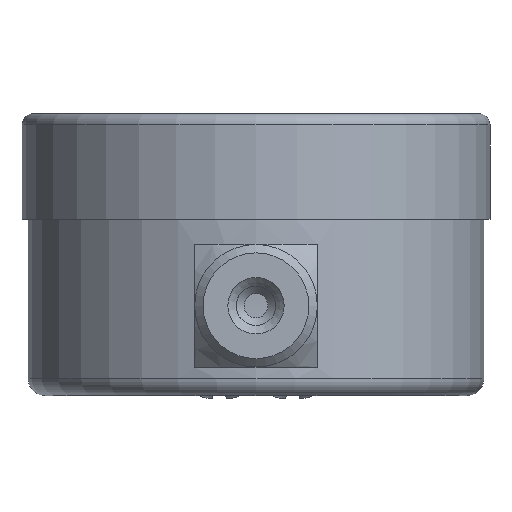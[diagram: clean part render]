
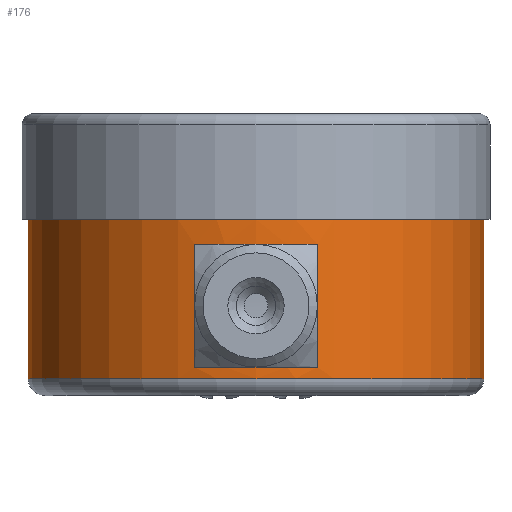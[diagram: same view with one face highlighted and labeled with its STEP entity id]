
A CAD part, front view. The second image highlights one B-rep face of the part: STEP entity #176.
In plain terms, the highlighted cylindrical face has radius 20.536 mm (diameter 41.072 mm), a full revolution.
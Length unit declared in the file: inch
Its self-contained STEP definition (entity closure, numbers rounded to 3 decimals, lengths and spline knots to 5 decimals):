
#176 = ADVANCED_FACE ( 'NONE', ( #4907, #5166, #3641 ), #6499, .T. ) ;
#388 = VERTEX_POINT ( 'NONE', #1750 ) ;
#845 = CARTESIAN_POINT ( 'NONE',  ( 0.2175, -0.7787, -0.899 ) ) ;
#1337 = CARTESIAN_POINT ( 'NONE',  ( 0., 0., -0.464 ) ) ;
#1419 = CARTESIAN_POINT ( 'NONE',  ( -0.2175, -0.7787, -0.464 ) ) ;
#1596 = DIRECTION ( 'NONE',  ( 1., 0., 0. ) ) ;
#1750 = CARTESIAN_POINT ( 'NONE',  ( -0.2175, -0.7787, -0.899 ) ) ;
#1759 = CARTESIAN_POINT ( 'NONE',  ( 0.8085, 0., -0.94 ) ) ;
#2020 = LINE ( 'NONE', #11335, #3183 ) ;
#2094 = VECTOR ( 'NONE', #10707, 39.37008 ) ;
#2129 = EDGE_CURVE ( 'NONE', #8789, #6594, #2284, .T. ) ;
#2284 = CIRCLE ( 'NONE', #8810, 0.8085 ) ;
#2458 = ORIENTED_EDGE ( 'NONE', *, *, #4768, .F. ) ;
#3183 = VECTOR ( 'NONE', #6858, 39.37008 ) ;
#3254 = AXIS2_PLACEMENT_3D ( 'NONE', #7221, #12357, #4471 ) ;
#3550 = DIRECTION ( 'NONE',  ( 0., 0., -1. ) ) ;
#3641 = FACE_OUTER_BOUND ( 'NONE', #10014, .T. ) ;
#3902 = DIRECTION ( 'NONE',  ( 1., 0., 0. ) ) ;
#3911 = EDGE_CURVE ( 'NONE', #14059, #8789, #6901, .T. ) ;
#4023 = DIRECTION ( 'NONE',  ( 0., 0., -1. ) ) ;
#4037 = CARTESIAN_POINT ( 'NONE',  ( 0., 0., -0.899 ) ) ;
#4419 = EDGE_CURVE ( 'NONE', #9659, #9659, #12885, .T. ) ;
#4471 = DIRECTION ( 'NONE',  ( 1., 0., 0. ) ) ;
#4768 = EDGE_CURVE ( 'NONE', #6594, #388, #2020, .T. ) ;
#4907 = FACE_BOUND ( 'NONE', #7252, .T. ) ;
#5166 = FACE_OUTER_BOUND ( 'NONE', #5761, .T. ) ;
#5324 = ORIENTED_EDGE ( 'NONE', *, *, #11494, .T. ) ;
#5761 = EDGE_LOOP ( 'NONE', ( #15002 ) ) ;
#6499 = CYLINDRICAL_SURFACE ( 'NONE', #9127, 0.8085 ) ;
#6594 = VERTEX_POINT ( 'NONE', #1419 ) ;
#6858 = DIRECTION ( 'NONE',  ( 0., 0., -1. ) ) ;
#6901 = LINE ( 'NONE', #8220, #2094 ) ;
#6969 = ORIENTED_EDGE ( 'NONE', *, *, #13695, .F. ) ;
#7221 = CARTESIAN_POINT ( 'NONE',  ( 0., 0., -0.94 ) ) ;
#7252 = EDGE_LOOP ( 'NONE', ( #10690, #6969, #2458, #12147 ) ) ;
#7906 = AXIS2_PLACEMENT_3D ( 'NONE', #4037, #14994, #12090 ) ;
#8220 = CARTESIAN_POINT ( 'NONE',  ( 0.2175, -0.7787, -1. ) ) ;
#8493 = CARTESIAN_POINT ( 'NONE',  ( 0.8085, 0., -0.375 ) ) ;
#8789 = VERTEX_POINT ( 'NONE', #16076 ) ;
#8810 = AXIS2_PLACEMENT_3D ( 'NONE', #1337, #4023, #1596 ) ;
#9127 = AXIS2_PLACEMENT_3D ( 'NONE', #10377, #11887, #11801 ) ;
#9659 = VERTEX_POINT ( 'NONE', #1759 ) ;
#10014 = EDGE_LOOP ( 'NONE', ( #5324 ) ) ;
#10377 = CARTESIAN_POINT ( 'NONE',  ( 0., 0., -1. ) ) ;
#10447 = CARTESIAN_POINT ( 'NONE',  ( 0., 0., -0.375 ) ) ;
#10690 = ORIENTED_EDGE ( 'NONE', *, *, #3911, .F. ) ;
#10707 = DIRECTION ( 'NONE',  ( 0., 0., 1. ) ) ;
#11335 = CARTESIAN_POINT ( 'NONE',  ( -0.2175, -0.7787, -1. ) ) ;
#11442 = AXIS2_PLACEMENT_3D ( 'NONE', #10447, #3550, #3902 ) ;
#11494 = EDGE_CURVE ( 'NONE', #12490, #12490, #12299, .T. ) ;
#11801 = DIRECTION ( 'NONE',  ( 1., 0., 0. ) ) ;
#11887 = DIRECTION ( 'NONE',  ( 0., 0., 1. ) ) ;
#12090 = DIRECTION ( 'NONE',  ( -1., 0., 0. ) ) ;
#12147 = ORIENTED_EDGE ( 'NONE', *, *, #2129, .F. ) ;
#12299 = CIRCLE ( 'NONE', #11442, 0.8085 ) ;
#12357 = DIRECTION ( 'NONE',  ( 0., 0., 1. ) ) ;
#12490 = VERTEX_POINT ( 'NONE', #8493 ) ;
#12714 = CIRCLE ( 'NONE', #7906, 0.8085 ) ;
#12885 = CIRCLE ( 'NONE', #3254, 0.8085 ) ;
#13695 = EDGE_CURVE ( 'NONE', #388, #14059, #12714, .T. ) ;
#14059 = VERTEX_POINT ( 'NONE', #845 ) ;
#14994 = DIRECTION ( 'NONE',  ( 0., 0., 1. ) ) ;
#15002 = ORIENTED_EDGE ( 'NONE', *, *, #4419, .T. ) ;
#16076 = CARTESIAN_POINT ( 'NONE',  ( 0.2175, -0.7787, -0.464 ) ) ;
